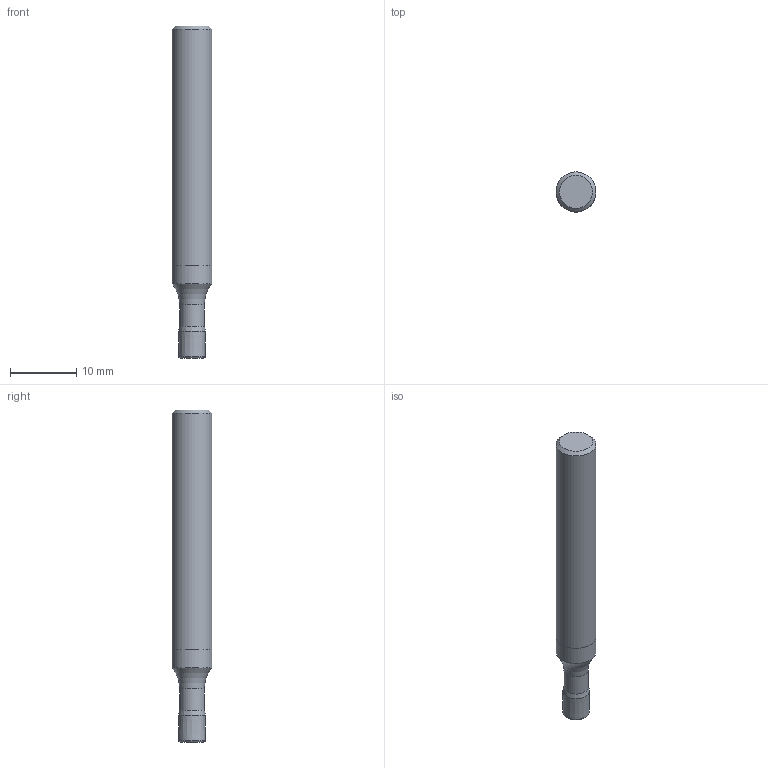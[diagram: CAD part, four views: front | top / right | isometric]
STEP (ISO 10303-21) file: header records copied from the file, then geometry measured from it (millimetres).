
FILE_DESCRIPTION(/* description */ (''),/* implementation_level */ '2;1');
FILE_NAME(/* name */ '170040R020.0-MEGA-64W.stp',/* time_stamp */ '2017-12-13T13:51:44+05:00',/* author */ (''),/* organization */ (''),/* preprocessor_version */ 'ST-DEVELOPER v16',/* originating_system */ 'SIEMENS PLM Software NX 11.0',/* authorisation */ '');
FILE_SCHEMA (('AUTOMOTIVE_DESIGN { 1 0 10303 214 3 1 1 1 }'));
Length unit declared in the file: millimetre
Products named in the file (1): 170040R020.0-MEGA-64W
Bounding box: 6 x 6 x 50 mm (x, y, z)
Volume: 1239.4 mm3; surface area: 993.3 mm2
Topology: 3 solids, 3 shells, 14 faces, 21 edges, 13 vertices
Faces by surface type: plane 6, cylinder 3, torus 2, cone 2, bspline 1
Full cylindrical faces by diameter (mm): 3.7 x1, 6 x2
Entity records: 357 total; most frequent: CARTESIAN_POINT 68, DIRECTION 58, AXIS2_PLACEMENT_3D 29, EDGE_LOOP 22, ORIENTED_EDGE 22, FACE_BOUND 16, ADVANCED_FACE 14, VERTEX_POINT 11
